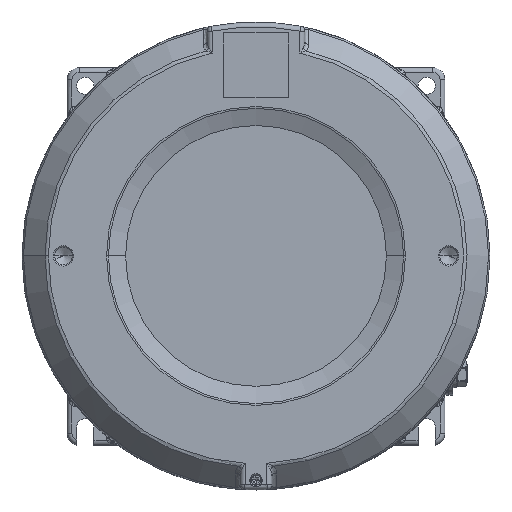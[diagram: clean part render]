
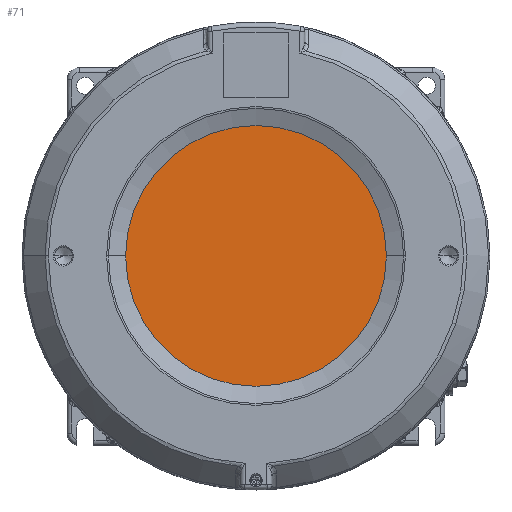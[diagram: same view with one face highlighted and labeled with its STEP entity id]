
A CAD part, top view. The second image highlights one B-rep face of the part: STEP entity #71.
In plain terms, the highlighted face is planar.
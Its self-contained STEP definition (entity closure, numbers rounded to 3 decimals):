
#71 = ADVANCED_FACE ( 'NONE', ( #15404 ), #17123, .F. ) ;
#4142 = AXIS2_PLACEMENT_3D ( 'NONE', #35361, #17421, #38365 ) ;
#5401 = EDGE_CURVE ( 'NONE', #15099, #27065, #10637, .T. ) ;
#6222 = CIRCLE ( 'NONE', #4142, 53.5 ) ;
#8157 = DIRECTION ( 'NONE',  ( 0., 0., -1. ) ) ;
#10637 = CIRCLE ( 'NONE', #34786, 53.5 ) ;
#10944 = CARTESIAN_POINT ( 'NONE',  ( 3., 0., 53.5 ) ) ;
#11892 = DIRECTION ( 'NONE',  ( -1., 0., 0. ) ) ;
#14987 = ORIENTED_EDGE ( 'NONE', *, *, #29473, .T. ) ;
#15099 = VERTEX_POINT ( 'NONE', #19970 ) ;
#15404 = FACE_OUTER_BOUND ( 'NONE', #32377, .T. ) ;
#17123 = PLANE ( 'NONE',  #23351 ) ;
#17421 = DIRECTION ( 'NONE',  ( -1., 0., 0. ) ) ;
#19970 = CARTESIAN_POINT ( 'NONE',  ( 3., 0., -53.5 ) ) ;
#23351 = AXIS2_PLACEMENT_3D ( 'NONE', #29046, #26139, #8157 ) ;
#26139 = DIRECTION ( 'NONE',  ( 1., 0., 0. ) ) ;
#27065 = VERTEX_POINT ( 'NONE', #10944 ) ;
#28856 = ORIENTED_EDGE ( 'NONE', *, *, #5401, .T. ) ;
#29046 = CARTESIAN_POINT ( 'NONE',  ( 3., 0., 0. ) ) ;
#29473 = EDGE_CURVE ( 'NONE', #27065, #15099, #6222, .T. ) ;
#29851 = CARTESIAN_POINT ( 'NONE',  ( 3., 0., 0. ) ) ;
#32377 = EDGE_LOOP ( 'NONE', ( #14987, #28856 ) ) ;
#32873 = DIRECTION ( 'NONE',  ( 0., 0., 1. ) ) ;
#34786 = AXIS2_PLACEMENT_3D ( 'NONE', #29851, #11892, #32873 ) ;
#35361 = CARTESIAN_POINT ( 'NONE',  ( 3., 0., 0. ) ) ;
#38365 = DIRECTION ( 'NONE',  ( 0., 0., 1. ) ) ;
